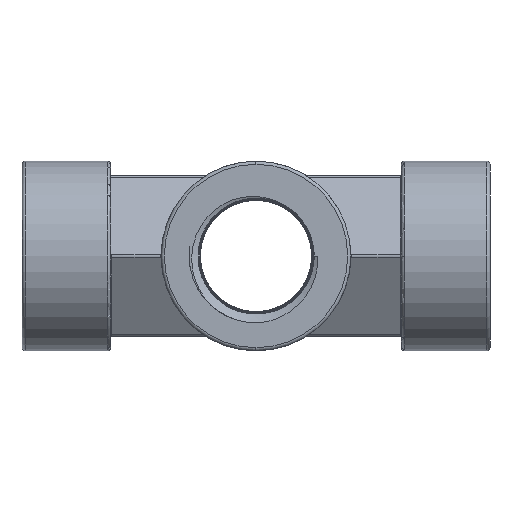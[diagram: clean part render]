
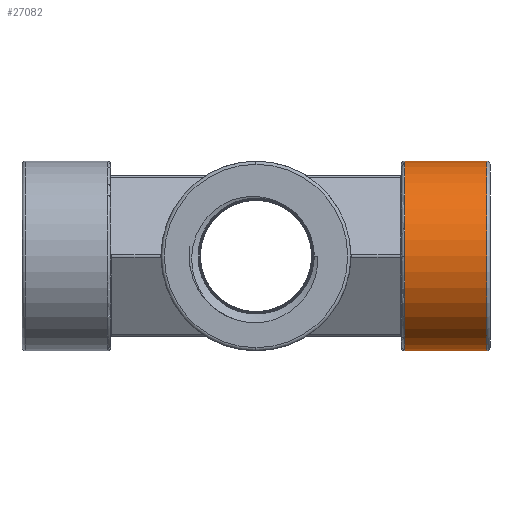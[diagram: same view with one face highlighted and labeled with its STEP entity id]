
A CAD part, left-side view. The second image highlights one B-rep face of the part: STEP entity #27082.
In plain terms, the highlighted cylindrical face has radius 15 mm (diameter 30 mm), a partial arc.
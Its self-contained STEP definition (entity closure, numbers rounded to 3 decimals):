
#6142=DIRECTION('',(0.,-1.,0.));
#6143=VECTOR('',#6142,13.);
#6144=CARTESIAN_POINT('',(0.,-23.5,-15.));
#6145=LINE('',#6144,#6143);
#6929=CARTESIAN_POINT('',(0.,-23.5,0.));
#6930=DIRECTION('',(0.,1.,0.));
#6931=DIRECTION('',(-0.5,0.,-0.866));
#6932=AXIS2_PLACEMENT_3D('',#6929,#6930,#6931);
#6937=CARTESIAN_POINT('',(0.,-23.5,0.));
#6938=DIRECTION('',(0.,1.,0.));
#6939=DIRECTION('',(-1.,0.,0.));
#6940=AXIS2_PLACEMENT_3D('',#6937,#6938,#6939);
#6945=DIRECTION('',(0.,-1.,0.));
#6946=VECTOR('',#6945,13.);
#6947=CARTESIAN_POINT('',(0.,-23.5,15.));
#6948=LINE('',#6947,#6946);
#6952=CARTESIAN_POINT('',(0.,-36.5,0.));
#6953=DIRECTION('',(0.,-1.,0.));
#6954=DIRECTION('',(0.,0.,1.));
#6955=AXIS2_PLACEMENT_3D('',#6952,#6953,#6954);
#6960=CARTESIAN_POINT('',(0.,-23.5,0.));
#6961=DIRECTION('',(0.,1.,0.));
#6962=DIRECTION('',(0.,0.,-1.));
#6963=AXIS2_PLACEMENT_3D('',#6960,#6961,#6962);
#22047=CARTESIAN_POINT('',(0.,-36.5,15.));
#22048=CARTESIAN_POINT('',(0.,-36.5,-15.));
#22049=VERTEX_POINT('',#22047);
#22050=VERTEX_POINT('',#22048);
#22081=CARTESIAN_POINT('',(-7.5,-23.5,-12.99));
#22082=CARTESIAN_POINT('',(-15.,-23.5,0.));
#22083=VERTEX_POINT('',#22081);
#22084=VERTEX_POINT('',#22082);
#22085=CARTESIAN_POINT('',(0.,-23.5,15.));
#22086=VERTEX_POINT('',#22085);
#22087=CARTESIAN_POINT('',(0.,-23.5,-15.));
#22088=VERTEX_POINT('',#22087);
#27069=CARTESIAN_POINT('',(0.,-23.,0.));
#27070=DIRECTION('',(0.,-1.,0.));
#27071=DIRECTION('',(0.,0.,-1.));
#27072=AXIS2_PLACEMENT_3D('',#27069,#27070,#27071);
#27073=CYLINDRICAL_SURFACE('',#27072,15.);
#27074=ORIENTED_EDGE('',*,*,#26929,.T.);
#27075=ORIENTED_EDGE('',*,*,#25971,.T.);
#27076=ORIENTED_EDGE('',*,*,#25938,.T.);
#27077=ORIENTED_EDGE('',*,*,#25908,.T.);
#27078=ORIENTED_EDGE('',*,*,#25935,.F.);
#27079=ORIENTED_EDGE('',*,*,#25968,.T.);
#27080=EDGE_LOOP('',(#27074,#27075,#27076,#27077,#27078,#27079));
#27081=FACE_OUTER_BOUND('',#27080,.F.);
#6933=CIRCLE('',#6932,15.);
#6941=CIRCLE('',#6940,15.);
#6956=CIRCLE('',#6955,15.);
#6964=CIRCLE('',#6963,15.);
#25908=EDGE_CURVE('',#22049,#22050,#6956,.T.);
#25935=EDGE_CURVE('',#22088,#22050,#6145,.T.);
#25938=EDGE_CURVE('',#22086,#22049,#6948,.T.);
#25968=EDGE_CURVE('',#22088,#22083,#6964,.T.);
#25971=EDGE_CURVE('',#22084,#22086,#6941,.T.);
#26929=EDGE_CURVE('',#22083,#22084,#6933,.T.);
#27082=ADVANCED_FACE('',(#27081),#27073,.T.);
